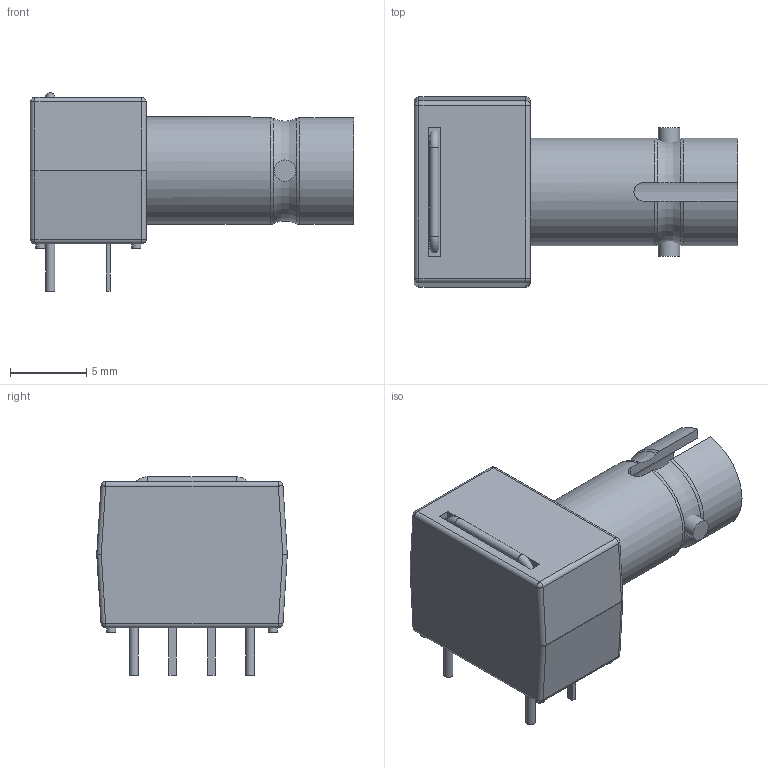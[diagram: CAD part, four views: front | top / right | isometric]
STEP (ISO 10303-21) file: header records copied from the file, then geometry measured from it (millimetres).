
FILE_DESCRIPTION(/* description */ (''),/* implementation_level */ '2;1');
FILE_NAME(/* name */ 'HFBR-x515xZ.stp',/* time_stamp */ '2015-07-28T17:31:44+02:00',/* author */ ('bcivel'),/* organization */ (''),/* preprocessor_version */ 'ST-DEVELOPER v15.5',/* originating_system */ 'AutoCAD Mechanical',/* authorisation */ '');
FILE_SCHEMA (('AUTOMOTIVE_DESIGN { 1 0 10303 214 3 1 1 }'));
Length unit declared in the file: millimetre
Products named in the file (1): Product
Bounding box: 21.2 x 12.5 x 13 mm (x, y, z)
Volume: 1093.7 mm3; surface area: 1271.4 mm2
Topology: 13 solids, 13 shells, 106 faces, 211 edges, 124 vertices
Faces by surface type: plane 54, cylinder 34, sphere 12, torus 5, cone 1
Full cylindrical faces by diameter (mm): 0.6 x7, 1.4 x2, 5.4 x1, 5.65 x1, 7.05 x1
Entity records: 2648 total; most frequent: CARTESIAN_POINT 558, DIRECTION 446, ORIENTED_EDGE 360, EDGE_CURVE 180, AXIS2_PLACEMENT_3D 170, EDGE_LOOP 124, VERTEX_POINT 116, FACE_OUTER_BOUND 106
